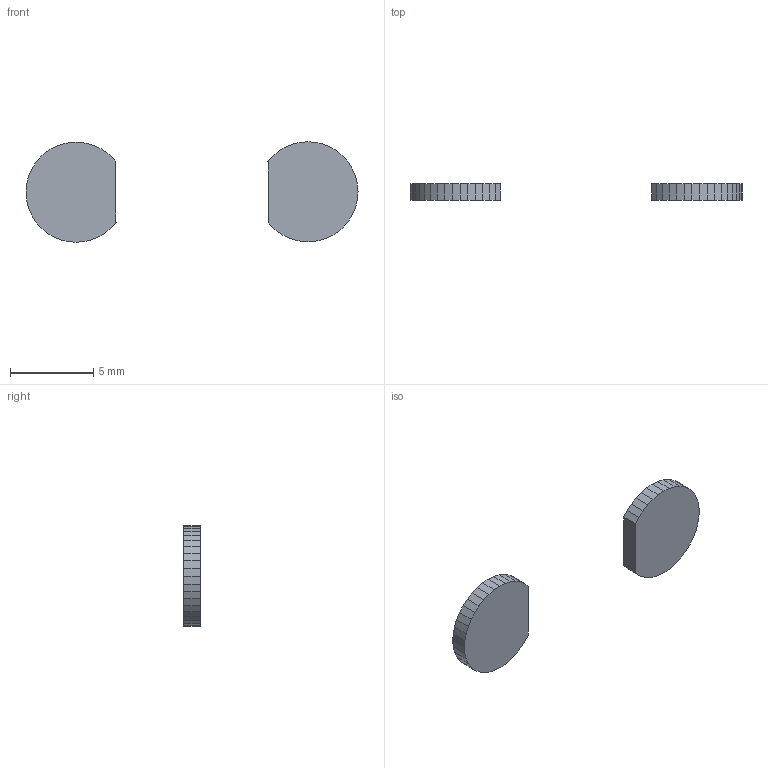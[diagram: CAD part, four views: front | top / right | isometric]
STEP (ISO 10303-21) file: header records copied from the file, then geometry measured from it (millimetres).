
FILE_DESCRIPTION(/* description */ (''),/* implementation_level */ '2;1');
FILE_NAME(/* name */ '14-868277.ipt.stp',/* time_stamp */ '2017-12-11T12:29:29-08:00',/* author */ ('Autodesk Inc.'),/* organization */ ('Autodesk Inc.'),/* preprocessor_version */ 'ST-DEVELOPER v16.13',/* originating_system */ 'Autodesk Inventor 2018',/* authorisation */ '');
FILE_SCHEMA (('AUTOMOTIVE_DESIGN { 1 0 10303 214 3 1 1 }'));
Length unit declared in the file: inch
Products named in the file (1): 14-868277
Bounding box: 19.97 x 1 x 6.04 mm (x, y, z)
Surface area: 144.7 mm2 (no closed solid volume)
Topology: 0 solids, 4 shells, 78 faces, 222 edges, 148 vertices
Faces by surface type: plane 78
Entity records: 2616 total; most frequent: CARTESIAN_POINT 461, ORIENTED_EDGE 436, DIRECTION 376, EDGE_CURVE 222, LINE 218, VECTOR 218, VERTEX_POINT 148, AXIS2_PLACEMENT_3D 79
